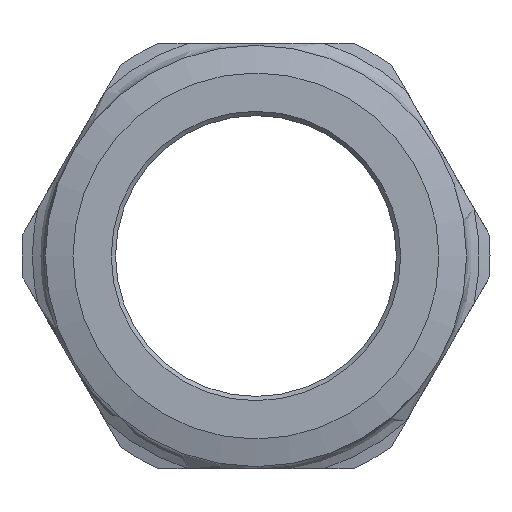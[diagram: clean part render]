
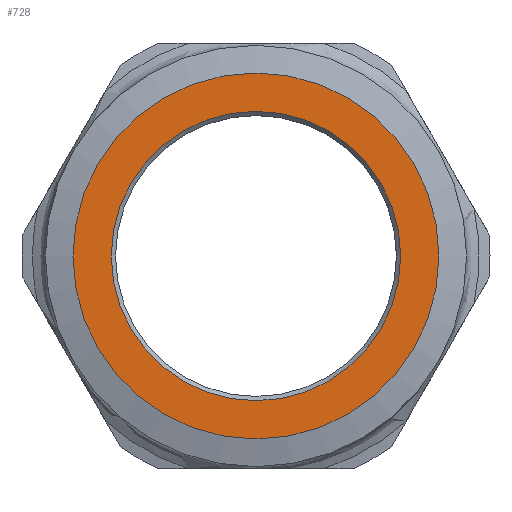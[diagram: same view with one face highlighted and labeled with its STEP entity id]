
A CAD part, left-side view. The second image highlights one B-rep face of the part: STEP entity #728.
In plain terms, the highlighted planar face has unit normal (-1, 0, 0).
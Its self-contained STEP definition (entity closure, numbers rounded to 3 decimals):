
#44=FACE_BOUND('',#130,.T.);
#48=PLANE('',#829);
#91=FACE_OUTER_BOUND('',#129,.T.);
#129=EDGE_LOOP('',(#566,#567));
#130=EDGE_LOOP('',(#568));
#234=CIRCLE('',#826,17.);
#236=CIRCLE('',#830,21.5);
#237=CIRCLE('',#831,21.5);
#312=VERTEX_POINT('',#1329);
#314=VERTEX_POINT('',#1337);
#315=VERTEX_POINT('',#1338);
#408=EDGE_CURVE('',#312,#312,#234,.T.);
#412=EDGE_CURVE('',#314,#315,#236,.T.);
#413=EDGE_CURVE('',#315,#314,#237,.T.);
#566=ORIENTED_EDGE('',*,*,#412,.T.);
#567=ORIENTED_EDGE('',*,*,#413,.T.);
#568=ORIENTED_EDGE('',*,*,#408,.F.);
#728=ADVANCED_FACE('',(#91,#44),#48,.F.);
#826=AXIS2_PLACEMENT_3D('',#1330,#1009,#1010);
#829=AXIS2_PLACEMENT_3D('',#1336,#1017,#1018);
#830=AXIS2_PLACEMENT_3D('',#1339,#1019,#1020);
#831=AXIS2_PLACEMENT_3D('',#1340,#1021,#1022);
#1009=DIRECTION('center_axis',(-1.,0.,0.));
#1010=DIRECTION('ref_axis',(0.,0.,-1.));
#1017=DIRECTION('center_axis',(1.,0.,0.));
#1018=DIRECTION('ref_axis',(0.,0.,-1.));
#1019=DIRECTION('center_axis',(-1.,0.,0.));
#1020=DIRECTION('ref_axis',(0.,0.,1.));
#1021=DIRECTION('center_axis',(-1.,0.,0.));
#1022=DIRECTION('ref_axis',(0.,0.,1.));
#1329=CARTESIAN_POINT('',(0.,0.,17.));
#1330=CARTESIAN_POINT('Origin',(0.,0.,0.));
#1336=CARTESIAN_POINT('Origin',(0.,0.,0.));
#1337=CARTESIAN_POINT('',(0.,0.,21.5));
#1338=CARTESIAN_POINT('',(0.,0.,-21.5));
#1339=CARTESIAN_POINT('Origin',(0.,0.,0.));
#1340=CARTESIAN_POINT('Origin',(0.,0.,0.));
